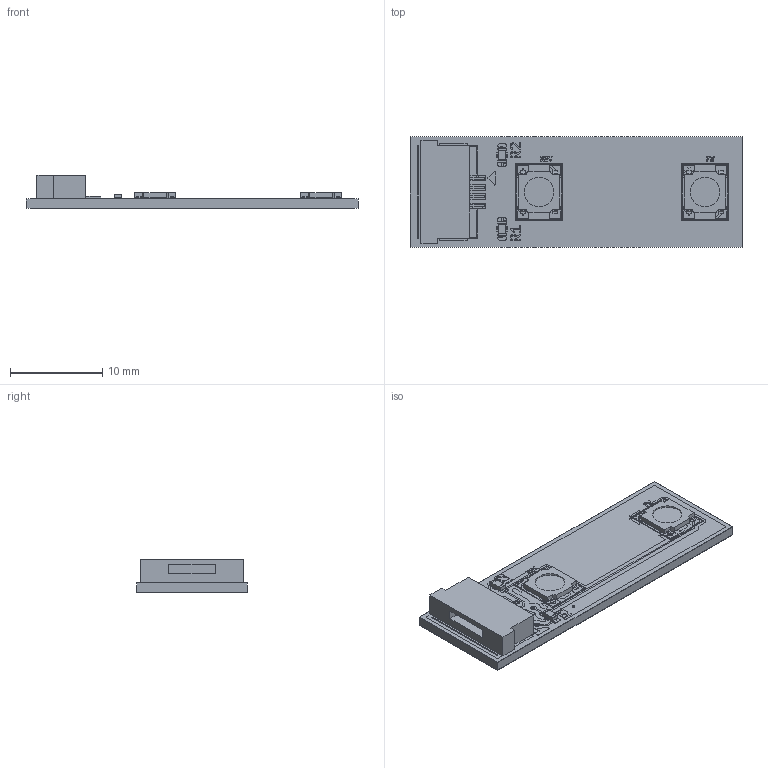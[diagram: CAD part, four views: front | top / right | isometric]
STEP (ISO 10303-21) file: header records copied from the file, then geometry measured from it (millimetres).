
FILE_DESCRIPTION(('KiCad electronic assembly'),'2;1');
FILE_NAME('airMouse-thumb.step','2025-02-21T01:01:51',('Pcbnew'),( 'Kicad'),'Open CASCADE STEP processor 7.6','KiCad to STEP converter' ,'Unknown');
FILE_SCHEMA(('AUTOMOTIVE_DESIGN { 1 0 10303 214 1 1 1 1 }'));
Length unit declared in the file: millimetre
Products named in the file (10): airMouse-thumb 1; R_0603_1608Metric; TL3315NF100Q; DS1020-07-4VBT1A-R; airMouse-thumb_copper; airMouse-thumb_pad; airMouse-thumb_via; airMouse-thumb_silkscreen; airMouse-thumb_soldermask; airMouse-thumb_PCB
Assembly tree (11 placements, depth 2):
  airMouse-thumb 1
    R_0603_1608Metric  x2
    TL3315NF100Q  x2
    DS1020-07-4VBT1A-R
    airMouse-thumb_copper
    airMouse-thumb_pad
    airMouse-thumb_via
    airMouse-thumb_silkscreen
    airMouse-thumb_soldermask
    airMouse-thumb_PCB
Bounding box: 36 x 12 x 3.66 mm (x, y, z)
Volume: 597.8 mm3; surface area: 3576.3 mm2
Topology: 43 solids, 103 shells, 942 faces, 3954 edges, 3169 vertices
Faces by surface type: plane 792, cylinder 150
Full cylindrical faces by diameter (mm): 0.25 x8, 0.3 x24, 3.2 x2
Entity records: 39572 total; most frequent: CARTESIAN_POINT 7662, DIRECTION 6004, ORIENTED_EDGE 5887, EDGE_CURVE 3751, LINE 3250, VECTOR 3250, VERTEX_POINT 3035, AXIS2_PLACEMENT_3D 1377
